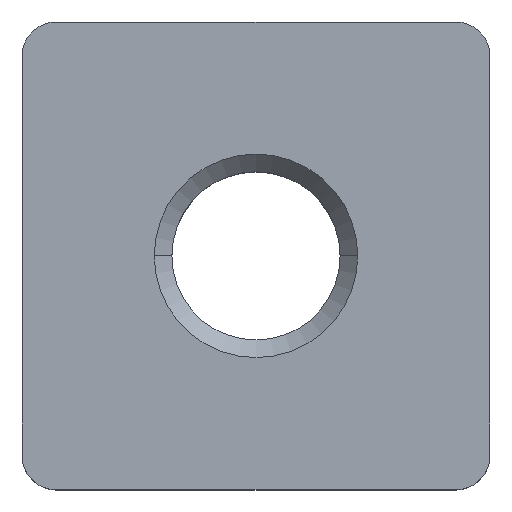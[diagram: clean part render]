
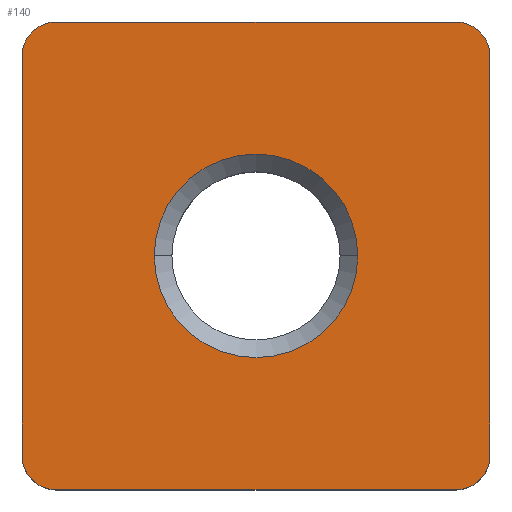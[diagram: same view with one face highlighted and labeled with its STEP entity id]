
A CAD part, top view. The second image highlights one B-rep face of the part: STEP entity #140.
In plain terms, the highlighted planar face has unit normal (0, 0, 1).
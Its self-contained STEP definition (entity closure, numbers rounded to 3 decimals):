
#11 = LINE ( 'NONE', #433, #222 ) ;
#17 = CIRCLE ( 'NONE', #24, 1. ) ;
#19 = AXIS2_PLACEMENT_3D ( 'NONE', #274, #400, #232 ) ;
#24 = AXIS2_PLACEMENT_3D ( 'NONE', #312, #177, #309 ) ;
#31 = AXIS2_PLACEMENT_3D ( 'NONE', #348, #469, #397 ) ;
#33 = DIRECTION ( 'NONE',  ( 0., -1., 0. ) ) ;
#36 = VERTEX_POINT ( 'NONE', #430 ) ;
#42 = ORIENTED_EDGE ( 'NONE', *, *, #62, .T. ) ;
#58 = CARTESIAN_POINT ( 'NONE',  ( -3.025, 0., 5.5 ) ) ;
#62 = EDGE_CURVE ( 'NONE', #36, #77, #17, .T. ) ;
#66 = VERTEX_POINT ( 'NONE', #132 ) ;
#77 = VERTEX_POINT ( 'NONE', #390 ) ;
#81 = LINE ( 'NONE', #84, #233 ) ;
#83 = VERTEX_POINT ( 'NONE', #514 ) ;
#84 = CARTESIAN_POINT ( 'NONE',  ( -6.95, -6.95, 5.5 ) ) ;
#86 = DIRECTION ( 'NONE',  ( 1., 0., 0. ) ) ;
#88 = ORIENTED_EDGE ( 'NONE', *, *, #333, .F. ) ;
#92 = CARTESIAN_POINT ( 'NONE',  ( 0., 0., 5.5 ) ) ;
#97 = VECTOR ( 'NONE', #214, 1000. ) ;
#102 = AXIS2_PLACEMENT_3D ( 'NONE', #377, #204, #541 ) ;
#106 = CARTESIAN_POINT ( 'NONE',  ( 3.025, 0., 5.5 ) ) ;
#110 = EDGE_CURVE ( 'NONE', #305, #331, #131, .T. ) ;
#120 = VERTEX_POINT ( 'NONE', #299 ) ;
#131 = CIRCLE ( 'NONE', #275, 1. ) ;
#132 = CARTESIAN_POINT ( 'NONE',  ( -6.95, -5.95, 5.5 ) ) ;
#137 = EDGE_CURVE ( 'NONE', #77, #83, #218, .T. ) ;
#138 = DIRECTION ( 'NONE',  ( -1., 0., 0. ) ) ;
#140 = ADVANCED_FACE ( 'NONE', ( #256, #142 ), #224, .F. ) ;
#142 = FACE_OUTER_BOUND ( 'NONE', #542, .T. ) ;
#144 = DIRECTION ( 'NONE',  ( 0., 0., -1. ) ) ;
#152 = ORIENTED_EDGE ( 'NONE', *, *, #251, .T. ) ;
#154 = EDGE_CURVE ( 'NONE', #243, #36, #11, .T. ) ;
#177 = DIRECTION ( 'NONE',  ( 0., 0., 1. ) ) ;
#187 = CIRCLE ( 'NONE', #19, 1. ) ;
#204 = DIRECTION ( 'NONE',  ( 0., 0., 1. ) ) ;
#214 = DIRECTION ( 'NONE',  ( 0., 1., 0. ) ) ;
#218 = LINE ( 'NONE', #460, #97 ) ;
#222 = VECTOR ( 'NONE', #476, 1000. ) ;
#224 = PLANE ( 'NONE',  #527 ) ;
#226 = DIRECTION ( 'NONE',  ( 0., 0., 1. ) ) ;
#229 = EDGE_CURVE ( 'NONE', #66, #243, #420, .T. ) ;
#232 = DIRECTION ( 'NONE',  ( -1., 0., 0. ) ) ;
#233 = VECTOR ( 'NONE', #33, 1000. ) ;
#243 = VERTEX_POINT ( 'NONE', #255 ) ;
#250 = CARTESIAN_POINT ( 'NONE',  ( -5.95, 6.95, 5.5 ) ) ;
#251 = EDGE_CURVE ( 'NONE', #120, #305, #544, .T. ) ;
#255 = CARTESIAN_POINT ( 'NONE',  ( -5.95, -6.95, 5.5 ) ) ;
#256 = FACE_BOUND ( 'NONE', #388, .T. ) ;
#274 = CARTESIAN_POINT ( 'NONE',  ( 5.95, 5.95, 5.5 ) ) ;
#275 = AXIS2_PLACEMENT_3D ( 'NONE', #434, #226, #395 ) ;
#280 = EDGE_CURVE ( 'NONE', #331, #66, #81, .T. ) ;
#287 = ORIENTED_EDGE ( 'NONE', *, *, #378, .F. ) ;
#290 = ORIENTED_EDGE ( 'NONE', *, *, #229, .T. ) ;
#297 = ORIENTED_EDGE ( 'NONE', *, *, #137, .T. ) ;
#298 = CARTESIAN_POINT ( 'NONE',  ( 0., 0., 5.5 ) ) ;
#299 = CARTESIAN_POINT ( 'NONE',  ( 5.95, 6.95, 5.5 ) ) ;
#305 = VERTEX_POINT ( 'NONE', #250 ) ;
#309 = DIRECTION ( 'NONE',  ( -1., 0., 0. ) ) ;
#312 = CARTESIAN_POINT ( 'NONE',  ( 5.95, -5.95, 5.5 ) ) ;
#315 = CIRCLE ( 'NONE', #102, 3.025 ) ;
#331 = VERTEX_POINT ( 'NONE', #417 ) ;
#333 = EDGE_CURVE ( 'NONE', #442, #418, #424, .T. ) ;
#342 = DIRECTION ( 'NONE',  ( -1., 0., 0. ) ) ;
#348 = CARTESIAN_POINT ( 'NONE',  ( -5.95, -5.95, 5.5 ) ) ;
#377 = CARTESIAN_POINT ( 'NONE',  ( 0., 0., 5.5 ) ) ;
#378 = EDGE_CURVE ( 'NONE', #418, #442, #315, .T. ) ;
#388 = EDGE_LOOP ( 'NONE', ( #287, #88 ) ) ;
#390 = CARTESIAN_POINT ( 'NONE',  ( 6.95, -5.95, 5.5 ) ) ;
#395 = DIRECTION ( 'NONE',  ( -1., 0., 0. ) ) ;
#397 = DIRECTION ( 'NONE',  ( -1., 0., 0. ) ) ;
#400 = DIRECTION ( 'NONE',  ( 0., 0., 1. ) ) ;
#416 = ORIENTED_EDGE ( 'NONE', *, *, #110, .T. ) ;
#417 = CARTESIAN_POINT ( 'NONE',  ( -6.95, 5.95, 5.5 ) ) ;
#418 = VERTEX_POINT ( 'NONE', #106 ) ;
#420 = CIRCLE ( 'NONE', #31, 1. ) ;
#422 = DIRECTION ( 'NONE',  ( 0., 0., 1. ) ) ;
#424 = CIRCLE ( 'NONE', #538, 3.025 ) ;
#430 = CARTESIAN_POINT ( 'NONE',  ( 5.95, -6.95, 5.5 ) ) ;
#433 = CARTESIAN_POINT ( 'NONE',  ( -6.95, -6.95, 5.5 ) ) ;
#434 = CARTESIAN_POINT ( 'NONE',  ( -5.95, 5.95, 5.5 ) ) ;
#442 = VERTEX_POINT ( 'NONE', #58 ) ;
#456 = ORIENTED_EDGE ( 'NONE', *, *, #530, .T. ) ;
#460 = CARTESIAN_POINT ( 'NONE',  ( 6.95, -6.95, 5.5 ) ) ;
#465 = VECTOR ( 'NONE', #342, 1000. ) ;
#466 = ORIENTED_EDGE ( 'NONE', *, *, #280, .T. ) ;
#469 = DIRECTION ( 'NONE',  ( 0., 0., 1. ) ) ;
#476 = DIRECTION ( 'NONE',  ( 1., 0., 0. ) ) ;
#502 = CARTESIAN_POINT ( 'NONE',  ( -6.95, 6.95, 5.5 ) ) ;
#511 = ORIENTED_EDGE ( 'NONE', *, *, #154, .T. ) ;
#514 = CARTESIAN_POINT ( 'NONE',  ( 6.95, 5.95, 5.5 ) ) ;
#527 = AXIS2_PLACEMENT_3D ( 'NONE', #92, #144, #138 ) ;
#530 = EDGE_CURVE ( 'NONE', #83, #120, #187, .T. ) ;
#538 = AXIS2_PLACEMENT_3D ( 'NONE', #298, #422, #86 ) ;
#541 = DIRECTION ( 'NONE',  ( 1., 0., 0. ) ) ;
#542 = EDGE_LOOP ( 'NONE', ( #297, #456, #152, #416, #466, #290, #511, #42 ) ) ;
#544 = LINE ( 'NONE', #502, #465 ) ;
